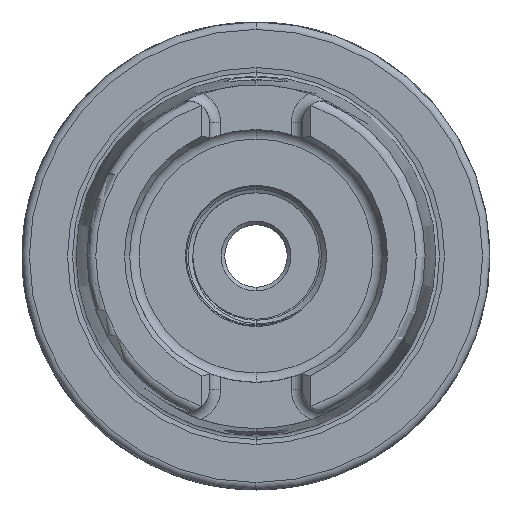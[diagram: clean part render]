
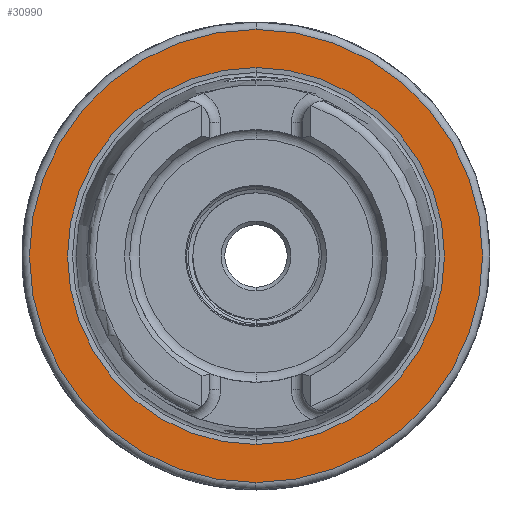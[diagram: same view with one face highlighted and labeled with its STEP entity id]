
A CAD part, left-side view. The second image highlights one B-rep face of the part: STEP entity #30990.
In plain terms, the highlighted planar face has unit normal (-1, 0, 0).
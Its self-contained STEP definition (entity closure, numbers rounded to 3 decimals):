
#4350 = EDGE_LOOP ( 'NONE', ( #13961, #13947 ) ) ;
#4412 = EDGE_LOOP ( 'NONE', ( #13944, #13948 ) ) ;
#8408 = CARTESIAN_POINT ( 'NONE',  ( 0., 25.369, 0. ) ) ;
#8431 = PLANE ( 'NONE',  #12318 ) ;
#8432 = DIRECTION ( 'NONE',  ( -1., 0., 0. ) ) ;
#8443 = DIRECTION ( 'NONE',  ( 0., 0., 1. ) ) ;
#9247 = DIRECTION ( 'NONE',  ( 1., 0., 0. ) ) ;
#9248 = DIRECTION ( 'NONE',  ( 0., 0., -1. ) ) ;
#9264 = CARTESIAN_POINT ( 'NONE',  ( 0., 0., 0. ) ) ;
#9401 = VERTEX_POINT ( 'NONE', #14195 ) ;
#9436 = VERTEX_POINT ( 'NONE', #14258 ) ;
#9444 = VERTEX_POINT ( 'NONE', #14216 ) ;
#9447 = VERTEX_POINT ( 'NONE', #14206 ) ;
#12318 = AXIS2_PLACEMENT_3D ( 'NONE', #8408, #8432, #8443 ) ;
#13944 = ORIENTED_EDGE ( 'NONE', *, *, #18167, .T. ) ;
#13947 = ORIENTED_EDGE ( 'NONE', *, *, #18289, .T. ) ;
#13948 = ORIENTED_EDGE ( 'NONE', *, *, #18272, .T. ) ;
#13961 = ORIENTED_EDGE ( 'NONE', *, *, #18152, .T. ) ;
#14164 = DIRECTION ( 'NONE',  ( 0., 0., 1. ) ) ;
#14169 = DIRECTION ( 'NONE',  ( -1., 0., 0. ) ) ;
#14170 = CARTESIAN_POINT ( 'NONE',  ( 0., 0., 0. ) ) ;
#14195 = CARTESIAN_POINT ( 'NONE',  ( 0., 0., 30.5 ) ) ;
#14206 = CARTESIAN_POINT ( 'NONE',  ( 0., 0., -25.369 ) ) ;
#14216 = CARTESIAN_POINT ( 'NONE',  ( 0., 0., 25.369 ) ) ;
#14258 = CARTESIAN_POINT ( 'NONE',  ( 0., 0., -30.5 ) ) ;
#17747 = FACE_OUTER_BOUND ( 'NONE', #4350, .T. ) ;
#17780 = FACE_BOUND ( 'NONE', #4412, .T. ) ;
#18152 = EDGE_CURVE ( 'NONE', #9401, #9436, #27653, .T. ) ;
#18167 = EDGE_CURVE ( 'NONE', #9444, #9447, #27643, .T. ) ;
#18272 = EDGE_CURVE ( 'NONE', #9447, #9444, #27733, .T. ) ;
#18289 = EDGE_CURVE ( 'NONE', #9436, #9401, #27762, .T. ) ;
#19059 = CARTESIAN_POINT ( 'NONE',  ( 0., 0., 0. ) ) ;
#19069 = DIRECTION ( 'NONE',  ( 0., 0., 1. ) ) ;
#19075 = DIRECTION ( 'NONE',  ( -1., 0., 0. ) ) ;
#19481 = DIRECTION ( 'NONE',  ( 0., 0., -1. ) ) ;
#19495 = DIRECTION ( 'NONE',  ( 1., 0., 0. ) ) ;
#19521 = CARTESIAN_POINT ( 'NONE',  ( 0., 0., 0. ) ) ;
#27643 = CIRCLE ( 'NONE', #31490, 25.369 ) ;
#27653 = CIRCLE ( 'NONE', #31475, 30.5 ) ;
#27733 = CIRCLE ( 'NONE', #31529, 25.369 ) ;
#27762 = CIRCLE ( 'NONE', #31493, 30.5 ) ;
#30990 = ADVANCED_FACE ( 'NONE', ( #17747, #17780 ), #8431, .T. ) ;
#31475 = AXIS2_PLACEMENT_3D ( 'NONE', #14170, #14169, #14164 ) ;
#31490 = AXIS2_PLACEMENT_3D ( 'NONE', #9264, #9247, #9248 ) ;
#31493 = AXIS2_PLACEMENT_3D ( 'NONE', #19059, #19075, #19069 ) ;
#31529 = AXIS2_PLACEMENT_3D ( 'NONE', #19521, #19495, #19481 ) ;
